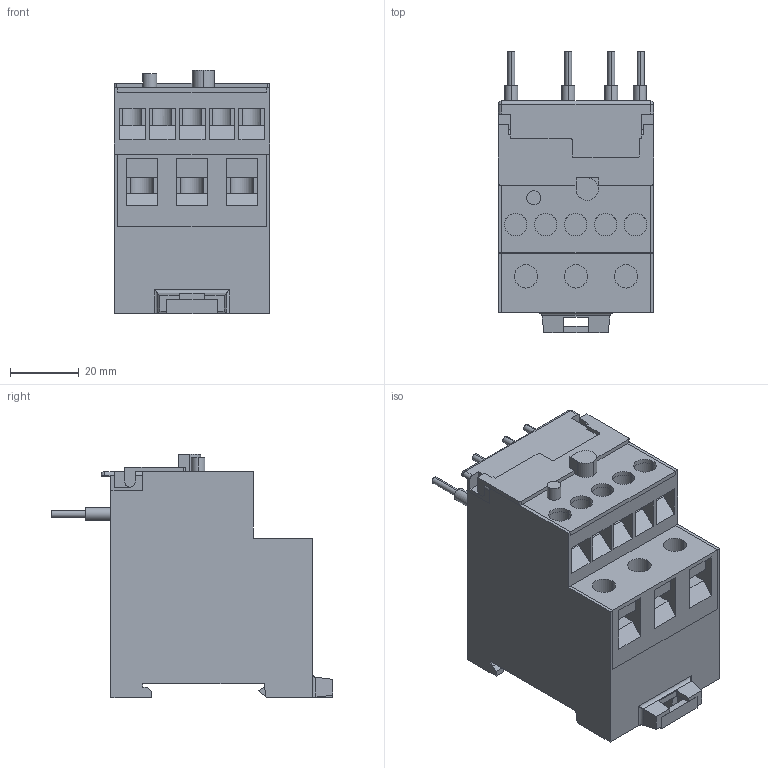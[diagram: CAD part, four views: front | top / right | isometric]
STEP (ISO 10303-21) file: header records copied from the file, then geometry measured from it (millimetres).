
FILE_DESCRIPTION (( 'STEP AP203' ), '1' );
FILE_NAME ('RTD32-2400.STEP', '2010-10-26T19:33:01', ( ' ' ), ( ' ' ), 'SwSTEP 2.0', 'SolidWorks 2009', '' );
FILE_SCHEMA (( 'CONFIG_CONTROL_DESIGN' ));
Length unit declared in the file: millimetre
Products named in the file (1): RTD32-2400
Bounding box: 45 x 81.5 x 70.5 mm (x, y, z)
Volume: 144195.5 mm3; surface area: 33828.5 mm2
Topology: 8 solids, 8 shells, 308 faces, 822 edges, 542 vertices
Faces by surface type: plane 221, cylinder 83, sphere 2, bspline 2
Entity records: 9659 total; most frequent: CARTESIAN_POINT 1707, ORIENTED_EDGE 1640, DIRECTION 1600, EDGE_CURVE 820, LINE 634, VECTOR 634, VERTEX_POINT 542, AXIS2_PLACEMENT_3D 483
